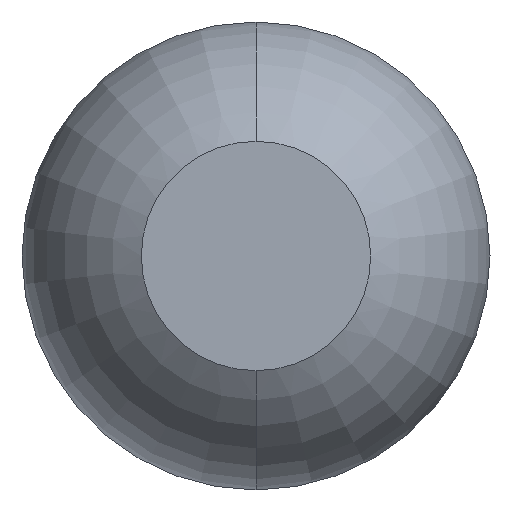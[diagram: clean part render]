
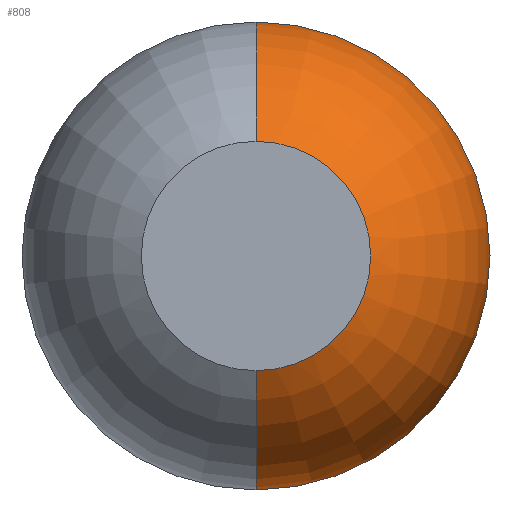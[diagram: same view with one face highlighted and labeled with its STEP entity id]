
A CAD part, front view. The second image highlights one B-rep face of the part: STEP entity #808.
In plain terms, the highlighted toroidal (fillet/blend) face has major radius 0.01 mm and minor radius 0.5 mm.
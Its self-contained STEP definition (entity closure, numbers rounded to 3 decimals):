
#51 = AXIS2_PLACEMENT_3D ( 'NONE', #1625, #1324, #1311 ) ;
#120 = CIRCLE ( 'NONE', #3735, 0.5 ) ;
#284 = AXIS2_PLACEMENT_3D ( 'NONE', #2129, #312, #876 ) ;
#312 = DIRECTION ( 'NONE',  ( 0., 1., 0. ) ) ;
#404 = EDGE_CURVE ( 'Defeature ausgef�hrt1_6+Defeature ausgef�hrt1_5+Defeature ausgef�hrt1_5+Defeature ausgef�hrt1_5', #1046, #3613, #1274, .T. ) ;
#555 = DIRECTION ( 'NONE',  ( -1., 0., 0. ) ) ;
#808 = ADVANCED_FACE ( 'Defeature ausgef�hrt1_5', ( #3298 ), #3887, .T. ) ;
#876 = DIRECTION ( 'NONE',  ( 0., 0., 1. ) ) ;
#1046 = VERTEX_POINT ( 'NONE', #3871 ) ;
#1106 = ORIENTED_EDGE ( 'NONE', *, *, #1682, .F. ) ;
#1238 = ORIENTED_EDGE ( 'NONE', *, *, #404, .F. ) ;
#1239 = CARTESIAN_POINT ( 'NONE',  ( 0., -27.4, 0. ) ) ;
#1274 = CIRCLE ( 'NONE', #51, 0.51 ) ;
#1311 = DIRECTION ( 'NONE',  ( 0., 0., 1. ) ) ;
#1324 = DIRECTION ( 'NONE',  ( 0., 1., 0. ) ) ;
#1340 = CARTESIAN_POINT ( 'NONE',  ( 0., -27.4, -0.25 ) ) ;
#1432 = EDGE_LOOP ( 'NONE', ( #1106, #1670, #1238, #2669 ) ) ;
#1625 = CARTESIAN_POINT ( 'NONE',  ( 0., -26.961, 0. ) ) ;
#1670 = ORIENTED_EDGE ( 'NONE', *, *, #3501, .T. ) ;
#1682 = EDGE_CURVE ( 'Defeature ausgef�hrt1_14+Defeature ausgef�hrt1_5+Defeature ausgef�hrt1_5+Defeature ausgef�hrt1_5', #3644, #3066, #2303, .T. ) ;
#1745 = AXIS2_PLACEMENT_3D ( 'NONE', #3565, #555, #2648 ) ;
#2083 = DIRECTION ( 'NONE',  ( 0., 0., -1. ) ) ;
#2129 = CARTESIAN_POINT ( 'NONE',  ( 0., -26.961, 0. ) ) ;
#2172 = EDGE_CURVE ( 'NONE', #3066, #1046, #2978, .T. ) ;
#2222 = CARTESIAN_POINT ( 'NONE',  ( 0., -27.4, 0.25 ) ) ;
#2303 = CIRCLE ( 'NONE', #3472, 0.25 ) ;
#2556 = CARTESIAN_POINT ( 'NONE',  ( 0., -26.961, -0.51 ) ) ;
#2648 = DIRECTION ( 'NONE',  ( 0., 0., 1. ) ) ;
#2669 = ORIENTED_EDGE ( 'NONE', *, *, #2172, .F. ) ;
#2978 = CIRCLE ( 'NONE', #1745, 0.5 ) ;
#3030 = DIRECTION ( 'NONE',  ( 0., -1., 0. ) ) ;
#3066 = VERTEX_POINT ( 'NONE', #2222 ) ;
#3298 = FACE_OUTER_BOUND ( 'NONE', #1432, .T. ) ;
#3334 = CARTESIAN_POINT ( 'NONE',  ( 0., -26.961, -0.01 ) ) ;
#3472 = AXIS2_PLACEMENT_3D ( 'NONE', #1239, #3030, #3678 ) ;
#3501 = EDGE_CURVE ( 'NONE', #3644, #3613, #120, .T. ) ;
#3565 = CARTESIAN_POINT ( 'NONE',  ( 0., -26.961, 0.01 ) ) ;
#3613 = VERTEX_POINT ( 'NONE', #2556 ) ;
#3644 = VERTEX_POINT ( 'NONE', #1340 ) ;
#3656 = DIRECTION ( 'NONE',  ( 1., 0., 0. ) ) ;
#3678 = DIRECTION ( 'NONE',  ( 0., 0., -1. ) ) ;
#3735 = AXIS2_PLACEMENT_3D ( 'NONE', #3334, #3656, #2083 ) ;
#3871 = CARTESIAN_POINT ( 'NONE',  ( 0., -26.961, 0.51 ) ) ;
#3887 = TOROIDAL_SURFACE ( 'NONE', #284, 0.01, 0.5 ) ;
